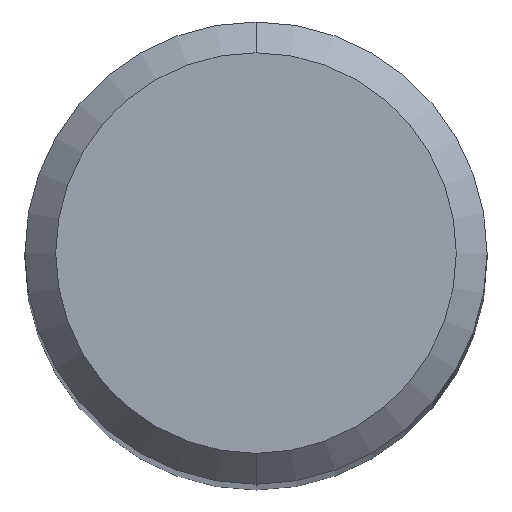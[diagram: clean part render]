
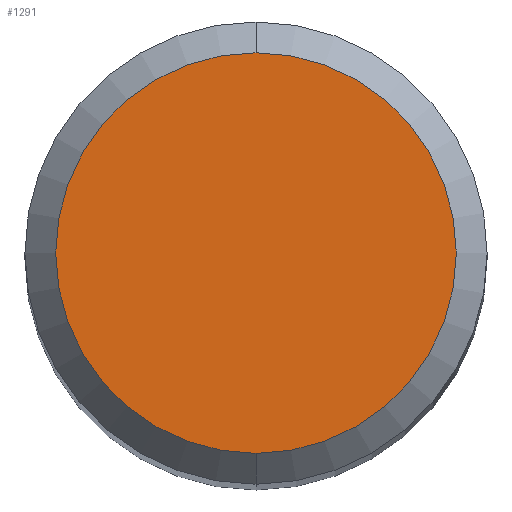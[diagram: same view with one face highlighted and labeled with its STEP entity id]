
A CAD part, top view. The second image highlights one B-rep face of the part: STEP entity #1291.
In plain terms, the highlighted planar face has unit normal (0, 0, 1).
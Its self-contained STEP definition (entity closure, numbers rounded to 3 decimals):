
#753=EDGE_CURVE('',#769,#1351,#1824,.T.);
#769=VERTEX_POINT('',#1840);
#957=EDGE_CURVE('',#1351,#769,#2047,.T.);
#1291=ADVANCED_FACE('',(#2407),#2408,.T.);
#1351=VERTEX_POINT('',#2475);
#1824=CIRCLE('',#4463,2.6);
#1840=CARTESIAN_POINT('',(0.0,2.6,0.0));
#2047=CIRCLE('',#6862,2.6);
#2407=FACE_OUTER_BOUND('',#9463,.T.);
#2408=PLANE('',#9464);
#2475=CARTESIAN_POINT('',(0.,-2.6,0.0));
#4463=AXIS2_PLACEMENT_3D('',#12513,#12514,#12515);
#6862=AXIS2_PLACEMENT_3D('',#12776,#12777,#12778);
#9463=EDGE_LOOP('',(#13183,#13184));
#9464=AXIS2_PLACEMENT_3D('',#13185,#13186,#13187);
#12513=CARTESIAN_POINT('',(0.0,0.0,0.0));
#12514=DIRECTION('',(0.0,0.0,-1.0));
#12515=DIRECTION('',(0.0,1.0,0.0));
#12776=CARTESIAN_POINT('',(0.0,0.0,0.0));
#12777=DIRECTION('',(0.0,0.0,-1.0));
#12778=DIRECTION('',(0.0,1.0,0.0));
#13183=ORIENTED_EDGE('',*,*,#753,.F.);
#13184=ORIENTED_EDGE('',*,*,#957,.F.);
#13185=CARTESIAN_POINT('',(0.0,1.3,0.0));
#13186=DIRECTION('',(-0.0,0.0,1.0));
#13187=DIRECTION('',(0.0,-1.0,0.0));
